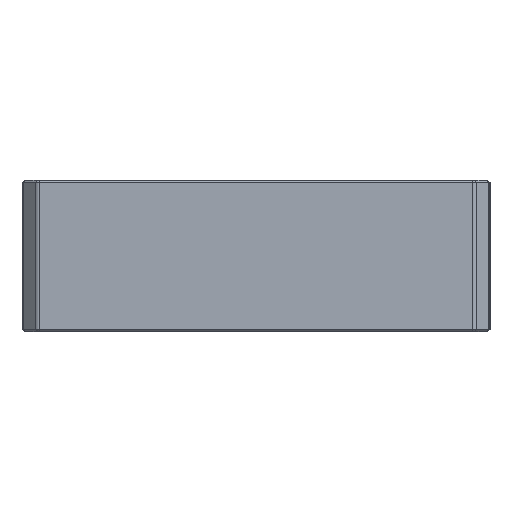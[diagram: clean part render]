
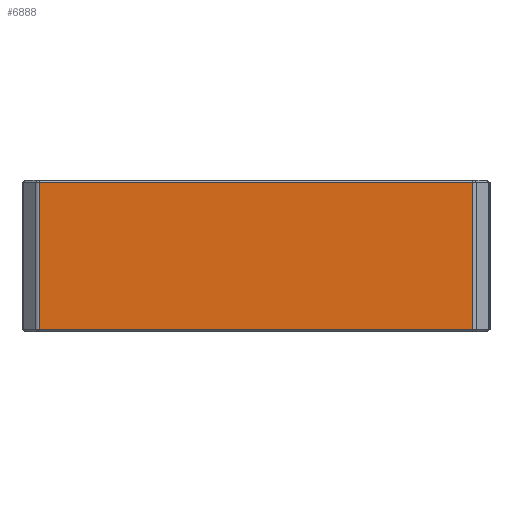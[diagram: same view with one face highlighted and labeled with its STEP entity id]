
A CAD part, left-side view. The second image highlights one B-rep face of the part: STEP entity #6888.
In plain terms, the highlighted planar face has unit normal (-1, 0, 0).
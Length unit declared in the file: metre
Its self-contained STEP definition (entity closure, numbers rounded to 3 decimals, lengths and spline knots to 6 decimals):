
#763=ORIENTED_EDGE('',*,*,#2727,.T.);
#764=ORIENTED_EDGE('',*,*,#2728,.T.);
#765=ORIENTED_EDGE('',*,*,#2729,.T.);
#766=ORIENTED_EDGE('',*,*,#2730,.T.);
#2727=EDGE_CURVE('',#3704,#3705,#4235,.F.);
#2728=EDGE_CURVE('',#3705,#3706,#4236,.T.);
#2729=EDGE_CURVE('',#3706,#3707,#4237,.T.);
#2730=EDGE_CURVE('',#3707,#3704,#4238,.T.);
#3704=VERTEX_POINT('',#10657);
#3705=VERTEX_POINT('',#10658);
#3706=VERTEX_POINT('',#10660);
#3707=VERTEX_POINT('',#10662);
#4235=LINE('',#10656,#5060);
#4236=LINE('',#10659,#5061);
#4237=LINE('',#10661,#5062);
#4238=LINE('',#10663,#5063);
#5060=VECTOR('',#8388,1.);
#5061=VECTOR('',#8389,1.);
#5062=VECTOR('',#8390,1.);
#5063=VECTOR('',#8391,1.);
#5689=EDGE_LOOP('',(#763,#764,#765,#766));
#6147=FACE_BOUND('',#5689,.T.);
#6550=PLANE('',#7405);
#6888=ADVANCED_FACE('',(#6147),#6550,.F.);
#7405=AXIS2_PLACEMENT_3D('',#10655,#8386,#8387);
#8386=DIRECTION('',(1.,0.,0.));
#8387=DIRECTION('',(0.,1.,0.));
#8388=DIRECTION('',(0.,0.,1.));
#8389=DIRECTION('',(0.,-1.,0.));
#8390=DIRECTION('',(0.,0.,1.));
#8391=DIRECTION('',(0.,1.,0.));
#10655=CARTESIAN_POINT('',(-0.078994,0.,-0.006));
#10656=CARTESIAN_POINT('',(-0.078994,0.04308,-0.006));
#10657=CARTESIAN_POINT('',(-0.078994,0.04308,0.0237));
#10658=CARTESIAN_POINT('',(-0.078994,0.04308,-0.0056));
#10659=CARTESIAN_POINT('',(-0.078994,-0.04308,-0.0056));
#10660=CARTESIAN_POINT('',(-0.078994,-0.04308,-0.0056));
#10661=CARTESIAN_POINT('',(-0.078994,-0.04308,0.0241));
#10662=CARTESIAN_POINT('',(-0.078994,-0.04308,0.0237));
#10663=CARTESIAN_POINT('',(-0.078994,0.04308,0.0237));
